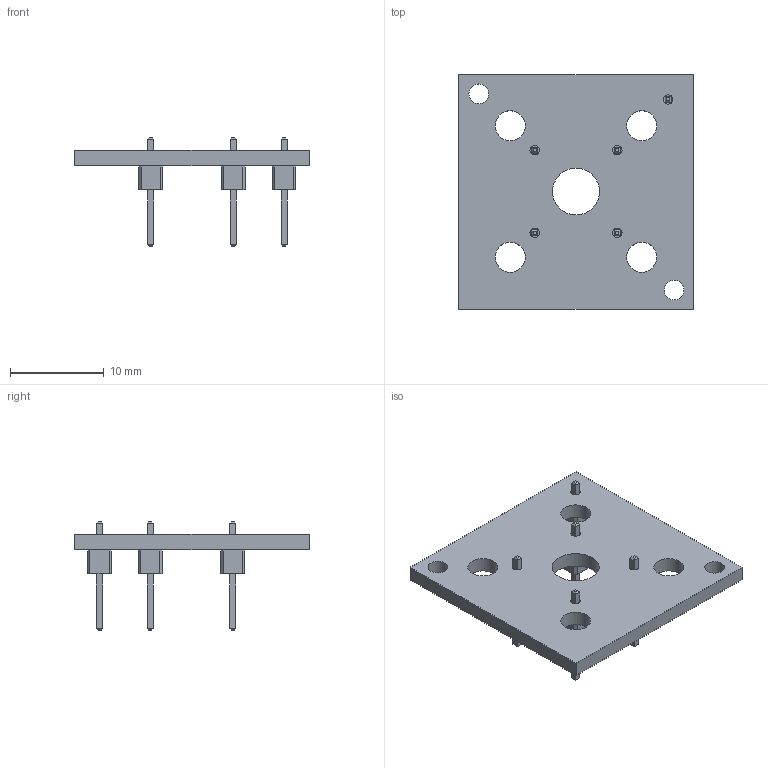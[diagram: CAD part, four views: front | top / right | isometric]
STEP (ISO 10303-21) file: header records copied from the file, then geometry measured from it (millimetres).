
FILE_DESCRIPTION(('KiCad electronic assembly'),'2;1');
FILE_NAME('dpad-daughterboard.step','2021-01-17T14:05:57',('An Author'), ('A Company'),'Open CASCADE STEP processor 7.5', 'KiCad to STEP converter','Unknown');
FILE_SCHEMA(('AUTOMOTIVE_DESIGN { 1 0 10303 214 1 1 1 1 }'));
Length unit declared in the file: millimetre
Products named in the file (4): Open CASCADE STEP translator 7.5 1; PinHeader_1x01_P2.54mm_Vertical; SOLID; COMPOUND
Assembly tree (7 placements, depth 3):
  Open CASCADE STEP translator 7.5 1
    PinHeader_1x01_P2.54mm_Vertical  x5
      SOLID
    COMPOUND
Bounding box: 25 x 25 x 11.54 mm (x, y, z)
Volume: 998.2 mm3; surface area: 1717.5 mm2
Topology: 6 solids, 6 shells, 158 faces, 368 edges, 232 vertices
Faces by surface type: plane 146, cylinder 12
Full cylindrical faces by diameter (mm): 1 x5, 2.1 x2, 3.2 x4, 5 x1
Entity records: 3224 total; most frequent: CARTESIAN_POINT 606, DIRECTION 444, LINE 288, VECTOR 288, ORIENTED_EDGE 224, PCURVE 224, DEFINITIONAL_REPRESENTATION 224, EDGE_CURVE 112
